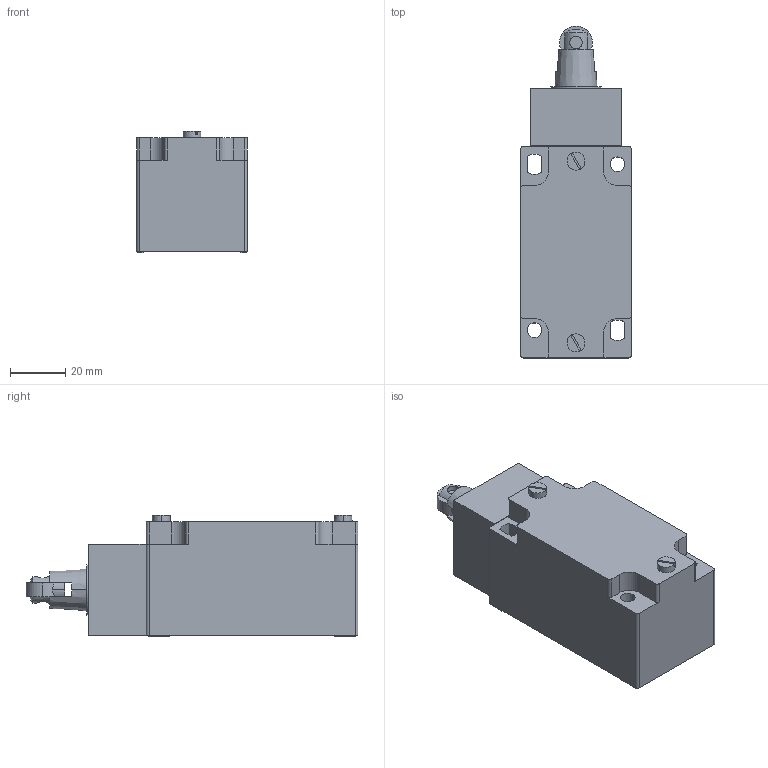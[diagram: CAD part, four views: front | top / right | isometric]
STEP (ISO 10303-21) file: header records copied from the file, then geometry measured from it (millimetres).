
FILE_DESCRIPTION(('STEP AP242'),'1');
FILE_NAME('switch_xckj167h29.stp','2021-02-22T12:31:29',('TraceParts'),('TraceParts S.A.'),'Spatial InterOp 3D',' ',' ');
FILE_SCHEMA(('AP242_MANAGED_MODEL_BASED_3D_ENGINEERING_MIM_LF {1 0 10303 442 1 1 4}'));
Length unit declared in the file: millimetre
Products named in the file (1): switch_xckj167h29_1
Bounding box: 40 x 120 x 44 mm (x, y, z)
Volume: 142842.4 mm3; surface area: 22281.7 mm2
Topology: 2 solids, 2 shells, 118 faces, 312 edges, 208 vertices
Faces by surface type: plane 73, cylinder 41, cone 2, sphere 2
Entity records: 3877 total; most frequent: CARTESIAN_POINT 834, DIRECTION 640, ORIENTED_EDGE 624, EDGE_CURVE 312, AXIS2_PLACEMENT_3D 220, VERTEX_POINT 208, LINE 200, VECTOR 200
